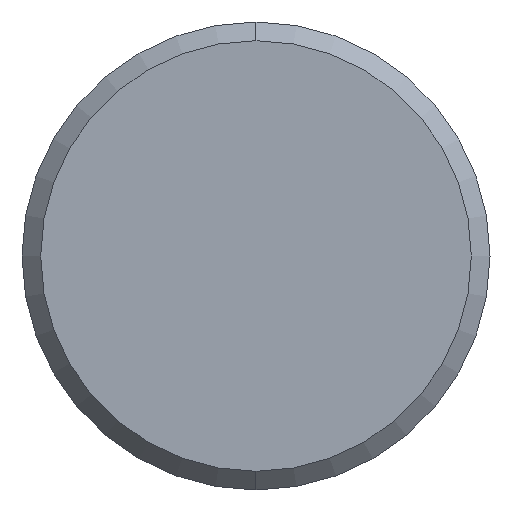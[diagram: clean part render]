
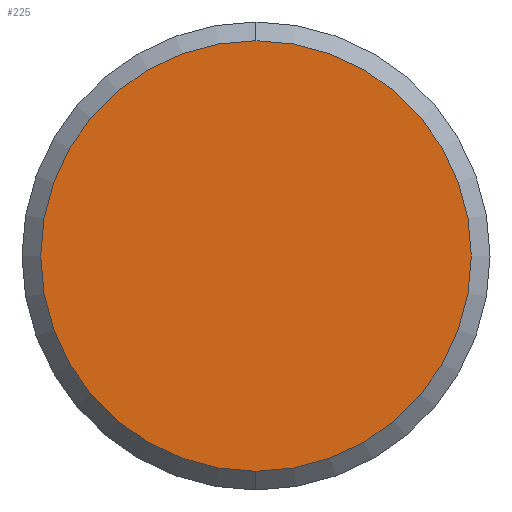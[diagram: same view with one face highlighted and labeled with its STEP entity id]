
A CAD part, left-side view. The second image highlights one B-rep face of the part: STEP entity #225.
In plain terms, the highlighted planar face has unit normal (-1, 0, 0).
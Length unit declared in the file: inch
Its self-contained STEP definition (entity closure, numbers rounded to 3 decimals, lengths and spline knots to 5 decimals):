
#12 = VERTEX_POINT ( 'NONE', #34 ) ;
#32 = DIRECTION ( 'NONE',  ( 0., 0., -1. ) ) ;
#34 = CARTESIAN_POINT ( 'NONE',  ( -3., 0., -0.115 ) ) ;
#40 = DIRECTION ( 'NONE',  ( 0., 0., -1. ) ) ;
#46 = EDGE_LOOP ( 'NONE', ( #181, #219 ) ) ;
#49 = CARTESIAN_POINT ( 'NONE',  ( -3., 0., 0. ) ) ;
#79 = CARTESIAN_POINT ( 'NONE',  ( -3., 0., 0. ) ) ;
#84 = AXIS2_PLACEMENT_3D ( 'NONE', #49, #228, #32 ) ;
#107 = AXIS2_PLACEMENT_3D ( 'NONE', #163, #158, #132 ) ;
#108 = VERTEX_POINT ( 'NONE', #213 ) ;
#123 = FACE_OUTER_BOUND ( 'NONE', #46, .T. ) ;
#129 = CIRCLE ( 'NONE', #107, 0.115 ) ;
#132 = DIRECTION ( 'NONE',  ( 0., 0., -1. ) ) ;
#153 = EDGE_CURVE ( 'NONE', #108, #12, #129, .T. ) ;
#158 = DIRECTION ( 'NONE',  ( -1., 0., 0. ) ) ;
#163 = CARTESIAN_POINT ( 'NONE',  ( -3., 0., 0. ) ) ;
#178 = EDGE_CURVE ( 'NONE', #12, #108, #253, .T. ) ;
#181 = ORIENTED_EDGE ( 'NONE', *, *, #178, .T. ) ;
#192 = PLANE ( 'NONE',  #245 ) ;
#213 = CARTESIAN_POINT ( 'NONE',  ( -3., 0., 0.115 ) ) ;
#219 = ORIENTED_EDGE ( 'NONE', *, *, #153, .T. ) ;
#225 = ADVANCED_FACE ( 'NONE', ( #123 ), #192, .F. ) ;
#228 = DIRECTION ( 'NONE',  ( -1., 0., 0. ) ) ;
#245 = AXIS2_PLACEMENT_3D ( 'NONE', #79, #258, #40 ) ;
#253 = CIRCLE ( 'NONE', #84, 0.115 ) ;
#258 = DIRECTION ( 'NONE',  ( 1., 0., 0. ) ) ;
